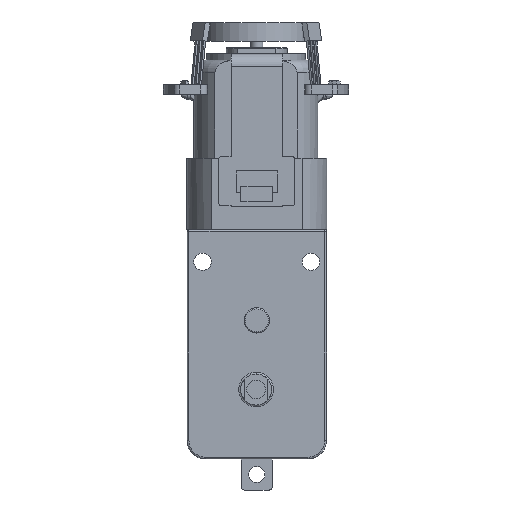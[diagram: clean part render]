
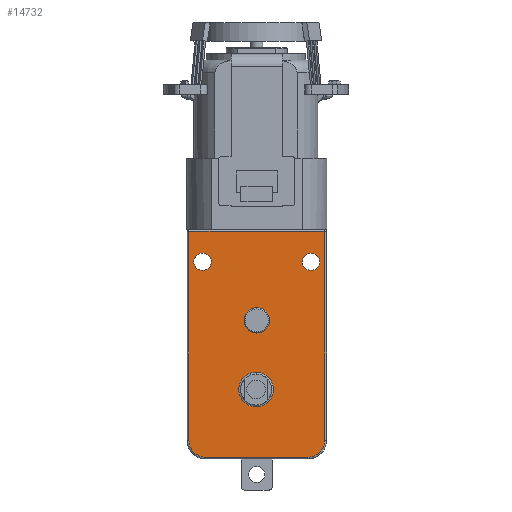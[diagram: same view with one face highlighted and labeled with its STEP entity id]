
A CAD part, front view. The second image highlights one B-rep face of the part: STEP entity #14732.
In plain terms, the highlighted planar face has unit normal (0, -1, 0).
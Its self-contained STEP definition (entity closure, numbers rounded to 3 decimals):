
#206 = EDGE_CURVE ( 'NONE', #14377, #24735, #10603, .T. ) ;
#477 = DIRECTION ( 'NONE',  ( 0., -1., 0. ) ) ;
#842 = AXIS2_PLACEMENT_3D ( 'NONE', #4861, #18284, #6775 ) ;
#961 = ORIENTED_EDGE ( 'NONE', *, *, #206, .T. ) ;
#963 = EDGE_LOOP ( 'NONE', ( #7693, #16537 ) ) ;
#1128 = EDGE_CURVE ( 'NONE', #7243, #1308, #15872, .T. ) ;
#1308 = VERTEX_POINT ( 'NONE', #22914 ) ;
#1387 = CARTESIAN_POINT ( 'NONE',  ( -19.174, 3.095, 37. ) ) ;
#1549 = DIRECTION ( 'NONE',  ( 0., -1., 0. ) ) ;
#1859 = CARTESIAN_POINT ( 'NONE',  ( 3.026, 3.095, 37. ) ) ;
#1904 = EDGE_CURVE ( 'NONE', #10314, #24774, #2568, .T. ) ;
#2089 = AXIS2_PLACEMENT_3D ( 'NONE', #13807, #2278, #15733 ) ;
#2278 = DIRECTION ( 'NONE',  ( 0., -1., 0. ) ) ;
#2295 = CARTESIAN_POINT ( 'NONE',  ( -7.924, 3.095, 24.41 ) ) ;
#2568 = LINE ( 'NONE', #1859, #22323 ) ;
#2764 = CIRCLE ( 'NONE', #17052, 1.4 ) ;
#2795 = CARTESIAN_POINT ( 'NONE',  ( -7.924, 3.095, 20.31 ) ) ;
#3268 = CIRCLE ( 'NONE', #2089, 1.4 ) ;
#3353 = DIRECTION ( 'NONE',  ( 0., 0., 1. ) ) ;
#3428 = CARTESIAN_POINT ( 'NONE',  ( -16.174, 3.095, 3. ) ) ;
#3896 = CARTESIAN_POINT ( 'NONE',  ( -16.174, 3.095, 0.3 ) ) ;
#4552 = ORIENTED_EDGE ( 'NONE', *, *, #10404, .F. ) ;
#4725 = VECTOR ( 'NONE', #5775, 1000. ) ;
#4784 = ORIENTED_EDGE ( 'NONE', *, *, #1904, .T. ) ;
#4861 = CARTESIAN_POINT ( 'NONE',  ( 0.826, 3.095, 31.8 ) ) ;
#4936 = CARTESIAN_POINT ( 'NONE',  ( -16.674, 3.095, 30.4 ) ) ;
#5002 = AXIS2_PLACEMENT_3D ( 'NONE', #20075, #8607, #21940 ) ;
#5061 = DIRECTION ( 'NONE',  ( -1., 0., 0. ) ) ;
#5391 = DIRECTION ( 'NONE',  ( 0., 0., 1. ) ) ;
#5665 = EDGE_CURVE ( 'NONE', #13717, #19247, #23371, .T. ) ;
#5775 = DIRECTION ( 'NONE',  ( 1., 0., 0. ) ) ;
#6028 = ORIENTED_EDGE ( 'NONE', *, *, #20897, .F. ) ;
#6150 = AXIS2_PLACEMENT_3D ( 'NONE', #11980, #477, #13920 ) ;
#6775 = DIRECTION ( 'NONE',  ( 0., 0., -1. ) ) ;
#7136 = PLANE ( 'NONE',  #19653 ) ;
#7177 = FACE_BOUND ( 'NONE', #12663, .T. ) ;
#7243 = VERTEX_POINT ( 'NONE', #11080 ) ;
#7340 = DIRECTION ( 'NONE',  ( 0., 0., 1. ) ) ;
#7396 = EDGE_CURVE ( 'NONE', #18387, #23261, #24449, .T. ) ;
#7693 = ORIENTED_EDGE ( 'NONE', *, *, #5665, .F. ) ;
#8278 = CARTESIAN_POINT ( 'NONE',  ( -16.674, 3.095, 31.8 ) ) ;
#8549 = ORIENTED_EDGE ( 'NONE', *, *, #13498, .F. ) ;
#8607 = DIRECTION ( 'NONE',  ( 0., -1., 0. ) ) ;
#8761 = CARTESIAN_POINT ( 'NONE',  ( -19.174, 3.095, 36.7 ) ) ;
#9392 = CIRCLE ( 'NONE', #5002, 2.05 ) ;
#9539 = ORIENTED_EDGE ( 'NONE', *, *, #10075, .T. ) ;
#9639 = ORIENTED_EDGE ( 'NONE', *, *, #14670, .T. ) ;
#9641 = DIRECTION ( 'NONE',  ( 0., -1., 0. ) ) ;
#10075 = EDGE_CURVE ( 'NONE', #1308, #18387, #16157, .T. ) ;
#10101 = CARTESIAN_POINT ( 'NONE',  ( -8.024, 3.095, 11.2 ) ) ;
#10259 = DIRECTION ( 'NONE',  ( 0., 0., -1. ) ) ;
#10314 = VERTEX_POINT ( 'NONE', #19270 ) ;
#10404 = EDGE_CURVE ( 'NONE', #22259, #18690, #11645, .T. ) ;
#10559 = CARTESIAN_POINT ( 'NONE',  ( 0.826, 3.095, 33.2 ) ) ;
#10603 = CIRCLE ( 'NONE', #10806, 2.8 ) ;
#10687 = CIRCLE ( 'NONE', #20171, 2.7 ) ;
#10760 = ORIENTED_EDGE ( 'NONE', *, *, #7396, .T. ) ;
#10772 = CARTESIAN_POINT ( 'NONE',  ( -8.024, 3.095, 8.4 ) ) ;
#10804 = VECTOR ( 'NONE', #22270, 1000. ) ;
#10806 = AXIS2_PLACEMENT_3D ( 'NONE', #16895, #12973, #7340 ) ;
#11080 = CARTESIAN_POINT ( 'NONE',  ( -18.874, 3.095, 36.7 ) ) ;
#11452 = CARTESIAN_POINT ( 'NONE',  ( -16.674, 3.095, 33.2 ) ) ;
#11645 = CIRCLE ( 'NONE', #6150, 2.05 ) ;
#11978 = DIRECTION ( 'NONE',  ( 0., 0., 1. ) ) ;
#11980 = CARTESIAN_POINT ( 'NONE',  ( -7.924, 3.095, 22.36 ) ) ;
#12303 = FACE_OUTER_BOUND ( 'NONE', #16025, .T. ) ;
#12663 = EDGE_LOOP ( 'NONE', ( #6028, #8549 ) ) ;
#12933 = EDGE_LOOP ( 'NONE', ( #4552, #23088 ) ) ;
#12973 = DIRECTION ( 'NONE',  ( 0., 1., 0. ) ) ;
#13073 = EDGE_CURVE ( 'NONE', #24735, #14377, #22832, .T. ) ;
#13099 = CARTESIAN_POINT ( 'NONE',  ( -16.674, 3.095, 31.8 ) ) ;
#13482 = DIRECTION ( 'NONE',  ( 0., 0., 1. ) ) ;
#13498 = EDGE_CURVE ( 'NONE', #13851, #15984, #2764, .T. ) ;
#13650 = EDGE_CURVE ( 'NONE', #18690, #22259, #9392, .T. ) ;
#13717 = VERTEX_POINT ( 'NONE', #16467 ) ;
#13807 = CARTESIAN_POINT ( 'NONE',  ( 0.826, 3.095, 31.8 ) ) ;
#13851 = VERTEX_POINT ( 'NONE', #11452 ) ;
#13920 = DIRECTION ( 'NONE',  ( 0., 0., 1. ) ) ;
#14377 = VERTEX_POINT ( 'NONE', #17635 ) ;
#14670 = EDGE_CURVE ( 'NONE', #24774, #7243, #19785, .T. ) ;
#14705 = VECTOR ( 'NONE', #5061, 1000. ) ;
#14732 = ADVANCED_FACE ( 'NONE', ( #22416, #7177, #12303, #17395, #21829 ), #7136, .F. ) ;
#14883 = DIRECTION ( 'NONE',  ( 0., 1., 0. ) ) ;
#15037 = DIRECTION ( 'NONE',  ( 0., 0., -1. ) ) ;
#15733 = DIRECTION ( 'NONE',  ( 0., 0., -1. ) ) ;
#15872 = LINE ( 'NONE', #18704, #10804 ) ;
#15984 = VERTEX_POINT ( 'NONE', #4936 ) ;
#16025 = EDGE_LOOP ( 'NONE', ( #4784, #9639, #20315, #9539, #10760, #18283 ) ) ;
#16157 = CIRCLE ( 'NONE', #17397, 2.7 ) ;
#16249 = EDGE_CURVE ( 'NONE', #23261, #10314, #10687, .T. ) ;
#16467 = CARTESIAN_POINT ( 'NONE',  ( 0.826, 3.095, 30.4 ) ) ;
#16537 = ORIENTED_EDGE ( 'NONE', *, *, #18502, .F. ) ;
#16846 = DIRECTION ( 'NONE',  ( 0., -1., 0. ) ) ;
#16895 = CARTESIAN_POINT ( 'NONE',  ( -8.024, 3.095, 11.2 ) ) ;
#17052 = AXIS2_PLACEMENT_3D ( 'NONE', #8278, #21618, #10259 ) ;
#17253 = CARTESIAN_POINT ( 'NONE',  ( -19.174, 3.095, 0.3 ) ) ;
#17395 = FACE_BOUND ( 'NONE', #18903, .T. ) ;
#17397 = AXIS2_PLACEMENT_3D ( 'NONE', #3428, #16846, #5391 ) ;
#17635 = CARTESIAN_POINT ( 'NONE',  ( -8.024, 3.095, 14. ) ) ;
#18283 = ORIENTED_EDGE ( 'NONE', *, *, #16249, .T. ) ;
#18284 = DIRECTION ( 'NONE',  ( 0., -1., 0. ) ) ;
#18341 = CIRCLE ( 'NONE', #24601, 1.4 ) ;
#18387 = VERTEX_POINT ( 'NONE', #3896 ) ;
#18502 = EDGE_CURVE ( 'NONE', #19247, #13717, #3268, .T. ) ;
#18690 = VERTEX_POINT ( 'NONE', #2795 ) ;
#18704 = CARTESIAN_POINT ( 'NONE',  ( -18.874, 3.095, 37. ) ) ;
#18903 = EDGE_LOOP ( 'NONE', ( #961, #22061 ) ) ;
#19247 = VERTEX_POINT ( 'NONE', #10559 ) ;
#19270 = CARTESIAN_POINT ( 'NONE',  ( 3.026, 3.095, 3. ) ) ;
#19611 = CARTESIAN_POINT ( 'NONE',  ( 0.326, 3.095, 0.3 ) ) ;
#19653 = AXIS2_PLACEMENT_3D ( 'NONE', #1387, #14883, #3353 ) ;
#19785 = LINE ( 'NONE', #8761, #14705 ) ;
#20075 = CARTESIAN_POINT ( 'NONE',  ( -7.924, 3.095, 22.36 ) ) ;
#20171 = AXIS2_PLACEMENT_3D ( 'NONE', #21069, #9641, #22966 ) ;
#20315 = ORIENTED_EDGE ( 'NONE', *, *, #1128, .T. ) ;
#20362 = CARTESIAN_POINT ( 'NONE',  ( 3.026, 3.095, 36.7 ) ) ;
#20897 = EDGE_CURVE ( 'NONE', #15984, #13851, #18341, .T. ) ;
#21020 = AXIS2_PLACEMENT_3D ( 'NONE', #10101, #23393, #11978 ) ;
#21069 = CARTESIAN_POINT ( 'NONE',  ( 0.326, 3.095, 3. ) ) ;
#21618 = DIRECTION ( 'NONE',  ( 0., -1., 0. ) ) ;
#21829 = FACE_BOUND ( 'NONE', #12933, .T. ) ;
#21940 = DIRECTION ( 'NONE',  ( 0., 0., 1. ) ) ;
#22061 = ORIENTED_EDGE ( 'NONE', *, *, #13073, .T. ) ;
#22259 = VERTEX_POINT ( 'NONE', #2295 ) ;
#22270 = DIRECTION ( 'NONE',  ( 0., 0., -1. ) ) ;
#22323 = VECTOR ( 'NONE', #13482, 1000. ) ;
#22416 = FACE_BOUND ( 'NONE', #963, .T. ) ;
#22832 = CIRCLE ( 'NONE', #21020, 2.8 ) ;
#22914 = CARTESIAN_POINT ( 'NONE',  ( -18.874, 3.095, 3. ) ) ;
#22966 = DIRECTION ( 'NONE',  ( 0., 0., 1. ) ) ;
#23088 = ORIENTED_EDGE ( 'NONE', *, *, #13650, .F. ) ;
#23261 = VERTEX_POINT ( 'NONE', #19611 ) ;
#23371 = CIRCLE ( 'NONE', #842, 1.4 ) ;
#23393 = DIRECTION ( 'NONE',  ( 0., 1., 0. ) ) ;
#24449 = LINE ( 'NONE', #17253, #4725 ) ;
#24601 = AXIS2_PLACEMENT_3D ( 'NONE', #13099, #1549, #15037 ) ;
#24735 = VERTEX_POINT ( 'NONE', #10772 ) ;
#24774 = VERTEX_POINT ( 'NONE', #20362 ) ;
